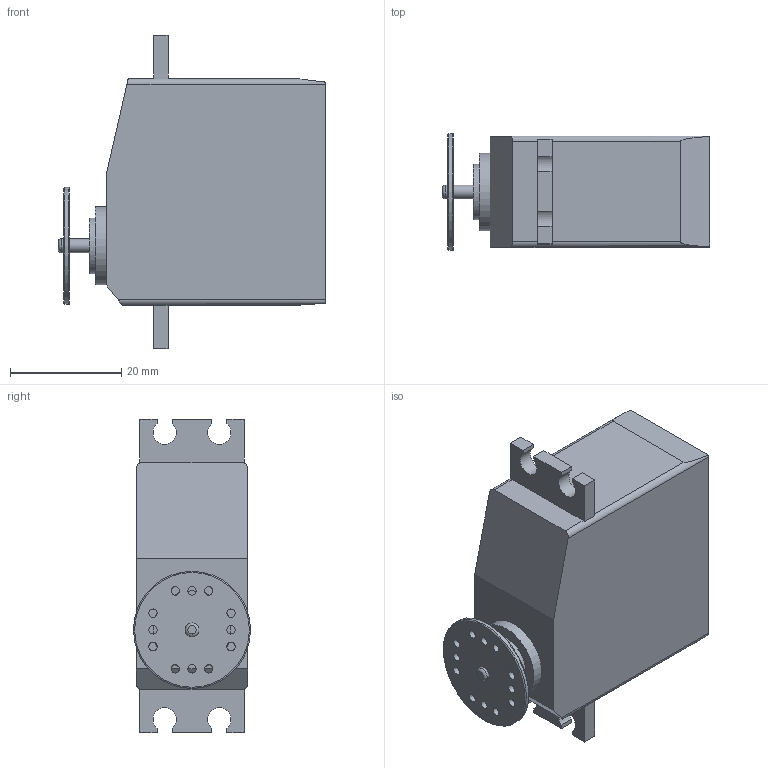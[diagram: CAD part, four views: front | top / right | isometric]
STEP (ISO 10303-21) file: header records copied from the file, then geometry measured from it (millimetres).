
FILE_DESCRIPTION(/* description */ (''),/* implementation_level */ '2;1');
FILE_NAME(/* name */ 'Matrix_14-0002.ipt.stp',/* time_stamp */ '2014-12-18T17:44:24-08:00',/* author */ ('Autodesk Inc.'),/* organization */ ('Autodesk Inc.'),/* preprocessor_version */ 'ST-DEVELOPER v15.6',/* originating_system */ 'Autodesk Inventor 2015',/* authorisation */ '');
FILE_SCHEMA (('AUTOMOTIVE_DESIGN { 1 0 10303 214 3 1 1 }'));
Length unit declared in the file: millimetre
Products named in the file (1): Matrix_14-0002
Bounding box: 48 x 21 x 56.31 mm (x, y, z)
Volume: 32542.6 mm3; surface area: 7693.2 mm2
Topology: 1 solids, 1 shells, 69 faces, 193 edges, 130 vertices
Faces by surface type: plane 41, cylinder 25, torus 3
Full cylindrical faces by diameter (mm): 1.5 x12, 2.5 x2, 10 x1, 14 x1, 21 x1
Entity records: 2119 total; most frequent: DIRECTION 361, CARTESIAN_POINT 347, ORIENTED_EDGE 320, EDGE_CURVE 160, AXIS2_PLACEMENT_3D 131, EDGE_LOOP 117, VERTEX_POINT 117, LINE 99
